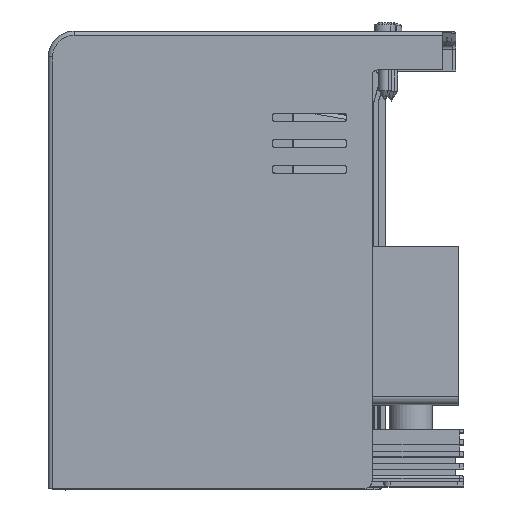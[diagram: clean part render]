
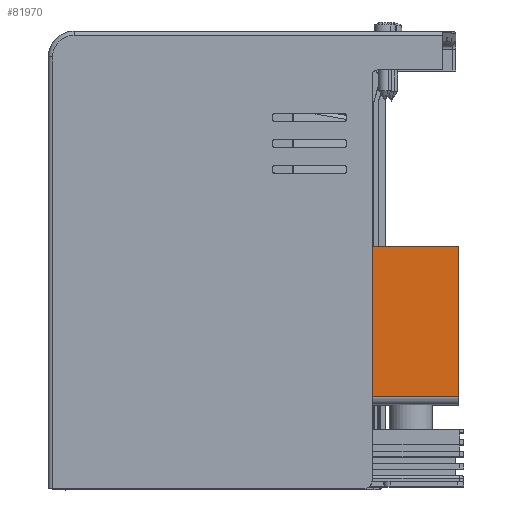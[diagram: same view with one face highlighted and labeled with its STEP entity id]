
A CAD part, top view. The second image highlights one B-rep face of the part: STEP entity #81970.
In plain terms, the highlighted planar face has unit normal (0, 0, 1).
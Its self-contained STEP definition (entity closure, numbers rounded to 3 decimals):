
#15768=DIRECTION('',(-1.,0.,0.));
#15769=VECTOR('',#15768,27.5);
#15770=CARTESIAN_POINT('',(-98.7,22.75,15.95));
#15771=LINE('',#15770,#15769);
#15787=DIRECTION('',(0.,1.,0.));
#15788=VECTOR('',#15787,1.);
#15789=CARTESIAN_POINT('',(-126.2,22.75,15.95));
#15790=LINE('',#15789,#15788);
#15804=DIRECTION('',(-1.,0.,0.));
#15805=VECTOR('',#15804,1.);
#15806=CARTESIAN_POINT('',(-126.2,23.75,15.95));
#15807=LINE('',#15806,#15805);
#16779=DIRECTION('',(0.,-1.,0.));
#16780=VECTOR('',#16779,35.5);
#16781=CARTESIAN_POINT('',(-127.2,23.75,15.95));
#16782=LINE('',#16781,#16780);
#16796=DIRECTION('',(1.,0.,0.));
#16797=VECTOR('',#16796,22.);
#16798=CARTESIAN_POINT('',(-120.7,-11.75,15.95));
#16799=LINE('',#16798,#16797);
#16834=DIRECTION('',(0.,1.,0.));
#16835=VECTOR('',#16834,34.5);
#16836=CARTESIAN_POINT('',(-98.7,-11.75,15.95));
#16837=LINE('',#16836,#16835);
#50054=DIRECTION('',(1.,0.,0.));
#50055=VECTOR('',#50054,6.5);
#50056=CARTESIAN_POINT('',(-127.2,-11.75,15.95));
#50057=LINE('',#50056,#50055);
#53655=CARTESIAN_POINT('',(-98.7,22.75,15.95));
#53656=CARTESIAN_POINT('',(-126.2,22.75,15.95));
#53657=VERTEX_POINT('',#53655);
#53658=VERTEX_POINT('',#53656);
#53659=CARTESIAN_POINT('',(-98.7,-11.75,15.95));
#53660=VERTEX_POINT('',#53659);
#53661=CARTESIAN_POINT('',(-120.7,-11.75,15.95));
#53662=VERTEX_POINT('',#53661);
#53663=CARTESIAN_POINT('',(-127.2,23.75,15.95));
#53664=CARTESIAN_POINT('',(-127.2,-11.75,15.95));
#53665=VERTEX_POINT('',#53663);
#53666=VERTEX_POINT('',#53664);
#53667=CARTESIAN_POINT('',(-126.2,23.75,15.95));
#53668=VERTEX_POINT('',#53667);
#81949=CARTESIAN_POINT('',(-112.95,6.,15.95));
#81950=DIRECTION('',(0.,0.,1.));
#81951=DIRECTION('',(0.,1.,0.));
#81952=AXIS2_PLACEMENT_3D('',#81949,#81950,#81951);
#81953=PLANE('',#81952);
#81955=ORIENTED_EDGE('',*,*,#81954,.F.);
#81957=ORIENTED_EDGE('',*,*,#81956,.F.);
#81959=ORIENTED_EDGE('',*,*,#81958,.F.);
#81961=ORIENTED_EDGE('',*,*,#81960,.F.);
#81963=ORIENTED_EDGE('',*,*,#81962,.F.);
#81965=ORIENTED_EDGE('',*,*,#81964,.F.);
#81967=ORIENTED_EDGE('',*,*,#81966,.F.);
#81968=EDGE_LOOP('',(#81955,#81957,#81959,#81961,#81963,#81965,#81967));
#81969=FACE_OUTER_BOUND('',#81968,.F.);
#81954=EDGE_CURVE('',#53657,#53658,#15771,.T.);
#81956=EDGE_CURVE('',#53660,#53657,#16837,.T.);
#81958=EDGE_CURVE('',#53662,#53660,#16799,.T.);
#81960=EDGE_CURVE('',#53666,#53662,#50057,.T.);
#81962=EDGE_CURVE('',#53665,#53666,#16782,.T.);
#81964=EDGE_CURVE('',#53668,#53665,#15807,.T.);
#81966=EDGE_CURVE('',#53658,#53668,#15790,.T.);
#81970=ADVANCED_FACE('',(#81969),#81953,.T.);
